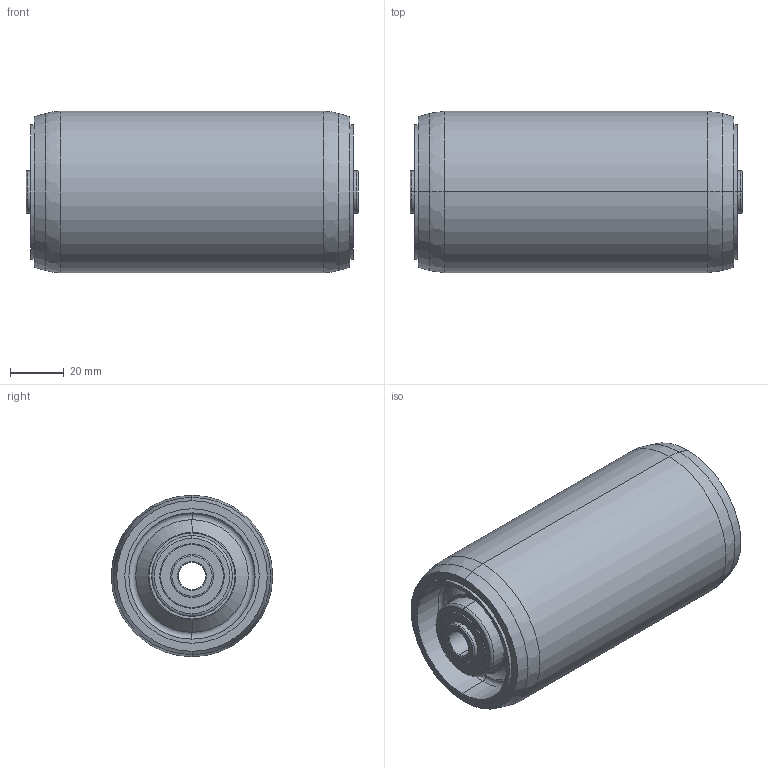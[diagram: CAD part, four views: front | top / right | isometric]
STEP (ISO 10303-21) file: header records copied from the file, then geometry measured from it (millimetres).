
FILE_DESCRIPTION (( 'STEP AP214' ), '1' );
FILE_NAME ('0039917.step', '2020-10-06T09:34:37', ( '' ), ( '' ), 'SwSTEP 2.0', 'SolidWorks 2018', '' );
FILE_SCHEMA (( 'AUTOMOTIVE_DESIGN' ));
Length unit declared in the file: millimetre
Products named in the file (1): 0039917
Bounding box: 123.5 x 60 x 60 mm (x, y, z)
Volume: 303176.1 mm3; surface area: 36616.5 mm2
Topology: 1 solids, 1 shells, 72 faces, 144 edges, 84 vertices
Faces by surface type: torus 24, cylinder 24, cone 12, plane 12
Entity records: 1926 total; most frequent: DIRECTION 398, CARTESIAN_POINT 301, ORIENTED_EDGE 288, AXIS2_PLACEMENT_3D 181, EDGE_CURVE 144, CIRCLE 108, VERTEX_POINT 84, EDGE_LOOP 84
